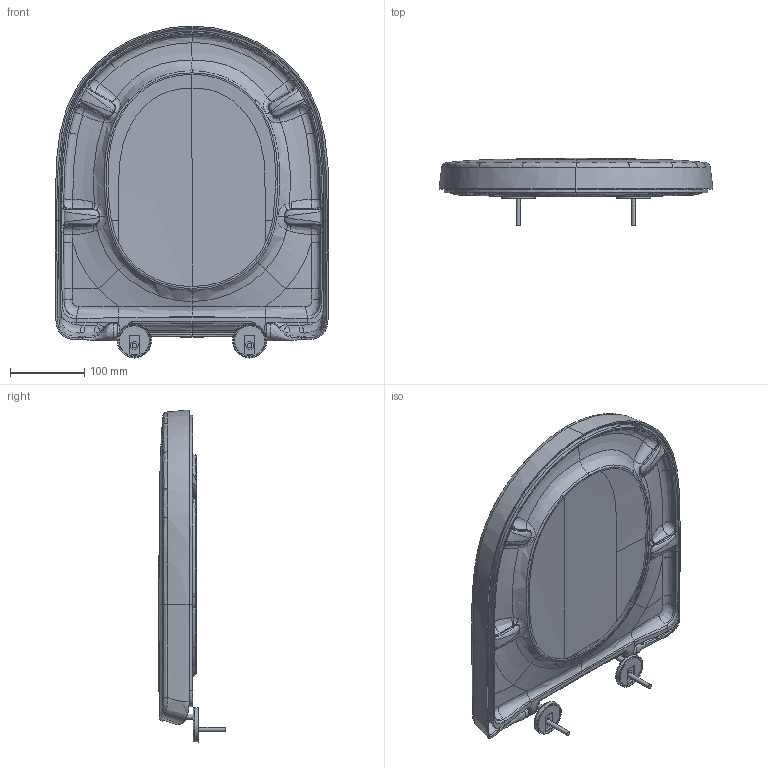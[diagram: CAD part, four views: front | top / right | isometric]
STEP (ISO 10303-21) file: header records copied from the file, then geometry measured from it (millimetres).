
FILE_DESCRIPTION(/* description */ (''),/* implementation_level */ '2;1');
FILE_NAME(/* name */ '9M4061_WCS.stp',/* time_stamp */ '2022-01-06T12:51:11+01:00',/* author */ (''),/* organization */ (''),/* preprocessor_version */ 'ST-DEVELOPER v18.1',/* originating_system */ 'SIEMENS PLM Software NX 1973',/* authorisation */ '');
FILE_SCHEMA (('AUTOMOTIVE_DESIGN { 1 0 10303 214 3 1 1 1 }'));
Products named in the file (1): Muel23A0C3979zs1
Bounding box: 367.99 x 89.89 x 446.05 mm (x, y, z)
Volume: 1260146.9 mm3; surface area: 557803.1 mm2
Topology: 10 solids, 10 shells, 571 faces, 1416 edges, 873 vertices
Faces by surface type: bspline 468, plane 56, cylinder 18, extrusion 11, cone 10, torus 6, sphere 2
Full cylindrical faces by diameter (mm): 6 x2, 7 x4, 40.5 x2
Entity records: 53827 total; most frequent: CARTESIAN_POINT 44110, ORIENTED_EDGE 2772, EDGE_CURVE 1386, B_SPLINE_CURVE_WITH_KNOTS 1197, VERTEX_POINT 866, EDGE_LOOP 608, ADVANCED_FACE 571, FACE_OUTER_BOUND 534
